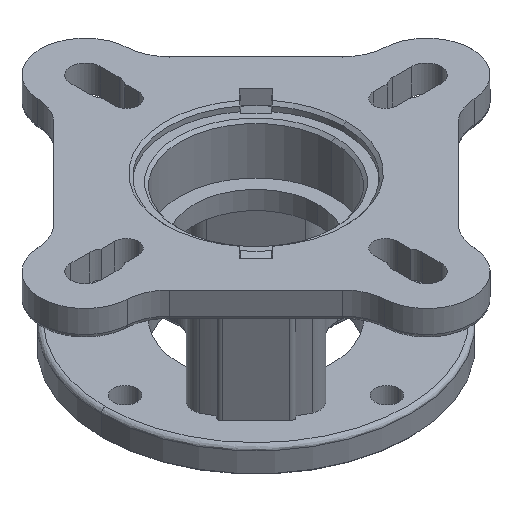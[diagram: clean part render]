
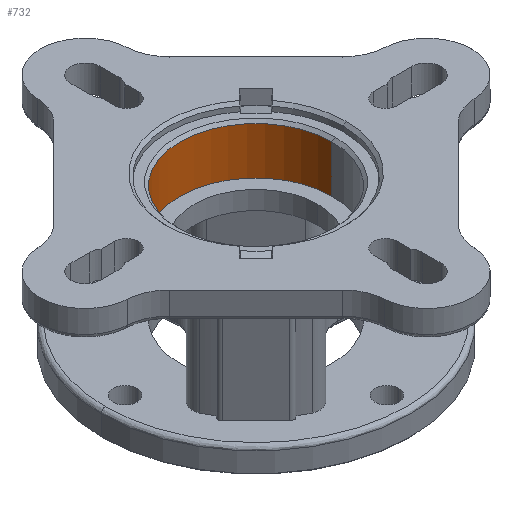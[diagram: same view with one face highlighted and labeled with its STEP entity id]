
A CAD part, isometric view. The second image highlights one B-rep face of the part: STEP entity #732.
In plain terms, the highlighted cylindrical face has radius 53.975 mm (diameter 107.95 mm), a partial arc.
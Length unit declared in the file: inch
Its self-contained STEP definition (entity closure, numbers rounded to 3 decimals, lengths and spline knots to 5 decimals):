
#375 = VECTOR ( 'NONE', #6517, 39.37008 ) ;
#732 = ADVANCED_FACE ( 'NONE', ( #9439 ), #9185, .F. ) ;
#1145 = ORIENTED_EDGE ( 'NONE', *, *, #9958, .F. ) ;
#1237 = CARTESIAN_POINT ( 'NONE',  ( -2.125, 0., -1.61417 ) ) ;
#1748 = DIRECTION ( 'NONE',  ( 0., 0., 1. ) ) ;
#1931 = CARTESIAN_POINT ( 'NONE',  ( 0., 0., 0. ) ) ;
#1973 = AXIS2_PLACEMENT_3D ( 'NONE', #1931, #7285, #5775 ) ;
#2200 = EDGE_CURVE ( 'NONE', #3456, #6518, #4297, .T. ) ;
#2305 = VERTEX_POINT ( 'NONE', #1237 ) ;
#2546 = LINE ( 'NONE', #7282, #4594 ) ;
#3061 = ORIENTED_EDGE ( 'NONE', *, *, #8088, .F. ) ;
#3456 = VERTEX_POINT ( 'NONE', #8498 ) ;
#3500 = CARTESIAN_POINT ( 'NONE',  ( -2.125, 0., 0. ) ) ;
#3520 = CARTESIAN_POINT ( 'NONE',  ( 0., 0., -0.29528 ) ) ;
#4123 = AXIS2_PLACEMENT_3D ( 'NONE', #6344, #1748, #7105 ) ;
#4145 = EDGE_LOOP ( 'NONE', ( #1145, #3061, #9508, #6012 ) ) ;
#4256 = AXIS2_PLACEMENT_3D ( 'NONE', #3520, #8814, #4279 ) ;
#4279 = DIRECTION ( 'NONE',  ( 1., 0., 0. ) ) ;
#4297 = CIRCLE ( 'NONE', #4256, 2.125 ) ;
#4594 = VECTOR ( 'NONE', #9626, 39.37008 ) ;
#5775 = DIRECTION ( 'NONE',  ( 1., 0., 0. ) ) ;
#6012 = ORIENTED_EDGE ( 'NONE', *, *, #2200, .T. ) ;
#6344 = CARTESIAN_POINT ( 'NONE',  ( 0., 0., -1.61417 ) ) ;
#6517 = DIRECTION ( 'NONE',  ( 0., 0., 1. ) ) ;
#6518 = VERTEX_POINT ( 'NONE', #8382 ) ;
#7105 = DIRECTION ( 'NONE',  ( 1., 0., 0. ) ) ;
#7282 = CARTESIAN_POINT ( 'NONE',  ( 2.125, 0., 0. ) ) ;
#7285 = DIRECTION ( 'NONE',  ( 0., 0., 1. ) ) ;
#8088 = EDGE_CURVE ( 'NONE', #8671, #2305, #8141, .T. ) ;
#8141 = CIRCLE ( 'NONE', #4123, 2.125 ) ;
#8382 = CARTESIAN_POINT ( 'NONE',  ( -2.125, 0., -0.29528 ) ) ;
#8498 = CARTESIAN_POINT ( 'NONE',  ( 2.125, 0., -0.29528 ) ) ;
#8608 = LINE ( 'NONE', #3500, #375 ) ;
#8671 = VERTEX_POINT ( 'NONE', #9975 ) ;
#8814 = DIRECTION ( 'NONE',  ( 0., 0., 1. ) ) ;
#9185 = CYLINDRICAL_SURFACE ( 'NONE', #1973, 2.125 ) ;
#9439 = FACE_OUTER_BOUND ( 'NONE', #4145, .T. ) ;
#9508 = ORIENTED_EDGE ( 'NONE', *, *, #9973, .T. ) ;
#9626 = DIRECTION ( 'NONE',  ( 0., 0., 1. ) ) ;
#9958 = EDGE_CURVE ( 'NONE', #2305, #6518, #8608, .T. ) ;
#9973 = EDGE_CURVE ( 'NONE', #8671, #3456, #2546, .T. ) ;
#9975 = CARTESIAN_POINT ( 'NONE',  ( 2.125, 0., -1.61417 ) ) ;
